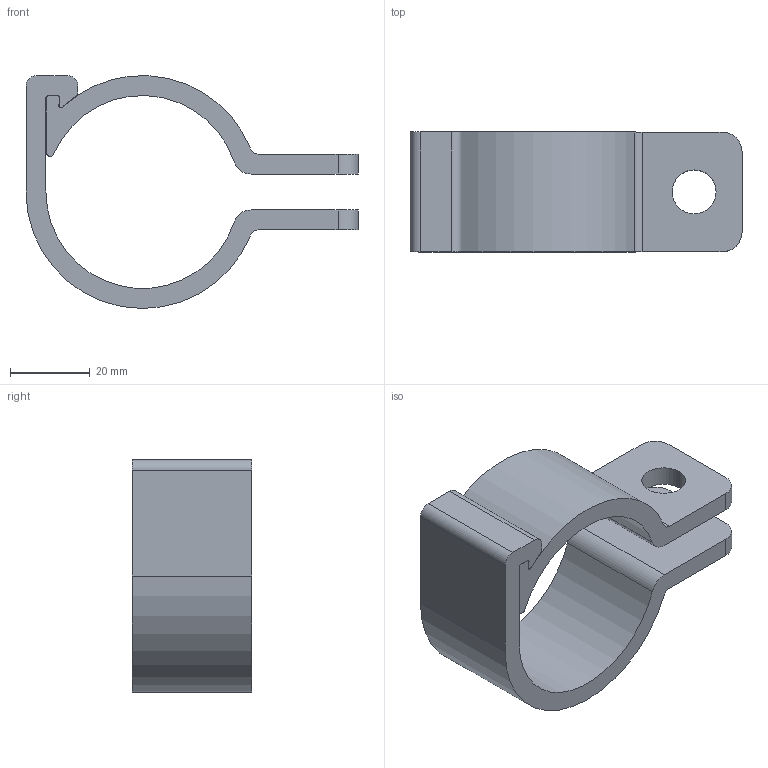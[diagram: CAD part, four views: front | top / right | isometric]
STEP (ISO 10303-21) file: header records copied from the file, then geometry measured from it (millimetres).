
FILE_DESCRIPTION (( 'STEP AP214' ), '1' );
FILE_NAME ('7017030008.STEP', '2024-03-06T22:35:56', ( '' ), ( '' ), 'SwSTEP 2.0', 'SolidWorks 2023', '' );
FILE_SCHEMA (( 'AUTOMOTIVE_DESIGN' ));
Length unit declared in the file: millimetre
Products named in the file (1): 7017030008
Bounding box: 83.1 x 30 x 58.3 mm (x, y, z)
Volume: 34710.1 mm3; surface area: 17179.7 mm2
Topology: 2 solids, 2 shells, 49 faces, 135 edges, 90 vertices
Faces by surface type: cylinder 30, plane 19
Entity records: 1629 total; most frequent: DIRECTION 295, CARTESIAN_POINT 275, ORIENTED_EDGE 270, EDGE_CURVE 135, AXIS2_PLACEMENT_3D 110, VERTEX_POINT 90, VECTOR 75, LINE 75
